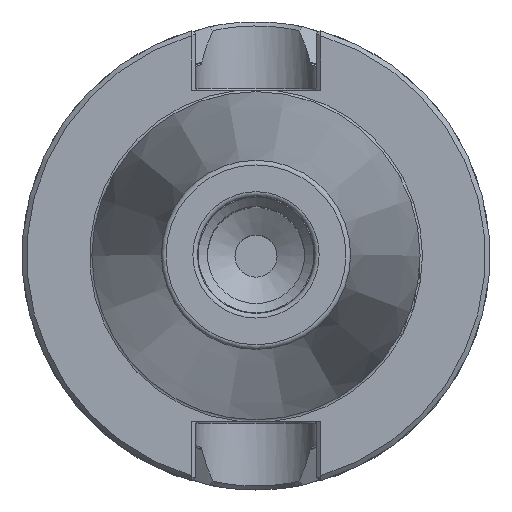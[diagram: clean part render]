
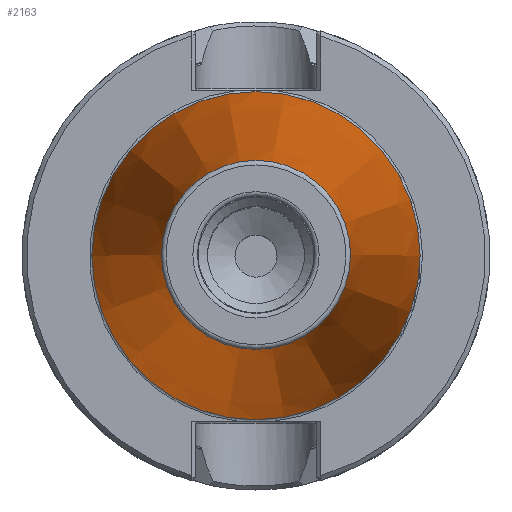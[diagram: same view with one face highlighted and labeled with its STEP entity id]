
A CAD part, top view. The second image highlights one B-rep face of the part: STEP entity #2163.
In plain terms, the highlighted conical face has half-angle 8.297 degrees and reference radius 20.204 mm.
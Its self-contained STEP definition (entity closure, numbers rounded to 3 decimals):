
#248=CONICAL_SURFACE('',#2318,20.204,0.145);
#335=ORIENTED_EDGE('',*,*,#685,.T.);
#336=ORIENTED_EDGE('',*,*,#684,.F.);
#684=EDGE_CURVE('',#876,#876,#1020,.T.);
#685=EDGE_CURVE('',#877,#877,#1021,.T.);
#876=VERTEX_POINT('',#3020);
#877=VERTEX_POINT('',#3023);
#1020=CIRCLE('',#2317,20.204);
#1021=CIRCLE('',#2319,35.065);
#1145=EDGE_LOOP('',(#335));
#1146=EDGE_LOOP('',(#336));
#1315=FACE_BOUND('',#1145,.T.);
#1316=FACE_BOUND('',#1146,.T.);
#2163=ADVANCED_FACE('',(#1315,#1316),#248,.T.);
#2317=AXIS2_PLACEMENT_3D('',#3019,#2594,#2595);
#2318=AXIS2_PLACEMENT_3D('',#3021,#2596,#2597);
#2319=AXIS2_PLACEMENT_3D('',#3022,#2598,#2599);
#2594=DIRECTION('',(0.,0.,1.));
#2595=DIRECTION('',(1.,0.,0.));
#2596=DIRECTION('',(0.,0.,-1.));
#2597=DIRECTION('',(-1.,0.,0.));
#2598=DIRECTION('',(0.,0.,1.));
#2599=DIRECTION('',(1.,0.,0.));
#3019=CARTESIAN_POINT('',(0.,0.,100.944));
#3020=CARTESIAN_POINT('',(20.204,0.,100.944));
#3021=CARTESIAN_POINT('',(0.,0.,100.944));
#3022=CARTESIAN_POINT('',(0.,0.,-0.963));
#3023=CARTESIAN_POINT('',(35.065,0.,-0.963));
